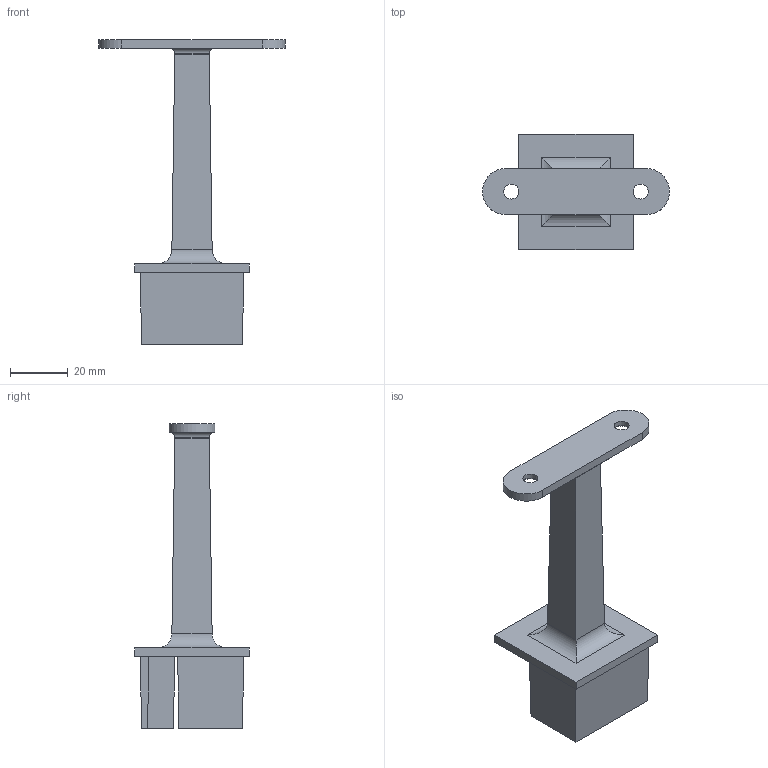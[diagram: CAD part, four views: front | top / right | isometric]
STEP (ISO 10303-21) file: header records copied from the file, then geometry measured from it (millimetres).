
FILE_DESCRIPTION(/* description */ (''),/* implementation_level */ '2;1');
FILE_NAME(/* name */ '1923_Cosch_Edelstahltechnik.stp',/* time_stamp */ '2019-01-12T14:05:51+01:00',/* author */ (''),/* organization */ (''),/* preprocessor_version */ 'ST-DEVELOPER v16',/* originating_system */ 'SIEMENS PLM Software NX 11.0',/* authorisation */ '');
FILE_SCHEMA (('AUTOMOTIVE_DESIGN { 1 0 10303 214 3 1 1 1 }'));
Length unit declared in the file: millimetre
Products named in the file (1): Goge3668951C7raa
Bounding box: 65 x 40 x 106 mm (x, y, z)
Volume: 25494.4 mm3; surface area: 14689.3 mm2
Topology: 1 solids, 1 shells, 53 faces, 133 edges, 97 vertices
Faces by surface type: plane 39, cylinder 12, cone 2
Full cylindrical faces by diameter (mm): 5.2 x2
Entity records: 1611 total; most frequent: CARTESIAN_POINT 275, DIRECTION 253, ORIENTED_EDGE 240, EDGE_CURVE 120, LINE 107, VECTOR 107, VERTEX_POINT 78, AXIS2_PLACEMENT_3D 73
